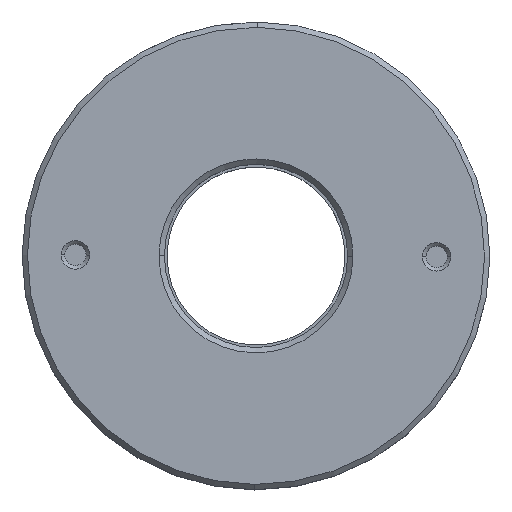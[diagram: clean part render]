
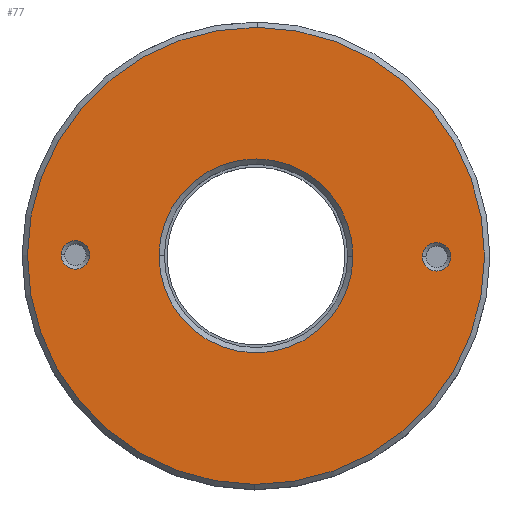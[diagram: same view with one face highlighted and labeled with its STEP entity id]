
A CAD part, top view. The second image highlights one B-rep face of the part: STEP entity #77.
In plain terms, the highlighted planar face has unit normal (0, 0, 1).
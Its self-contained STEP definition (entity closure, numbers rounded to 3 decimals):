
#77 = ADVANCED_FACE ( 'NONE', ( #2857, #3889, #6560, #1944 ), #3945, .T. ) ;
#228 = DIRECTION ( 'NONE',  ( 0., 0., -1. ) ) ;
#254 = EDGE_CURVE ( 'NONE', #11082, #11069, #9017, .T. ) ;
#602 = AXIS2_PLACEMENT_3D ( 'NONE', #3337, #7036, #611 ) ;
#611 = DIRECTION ( 'NONE',  ( 1., -0.005, 0. ) ) ;
#650 = CARTESIAN_POINT ( 'NONE',  ( 5.45, -0.029, 31.461 ) ) ;
#766 = CIRCLE ( 'NONE', #6389, 0.8 ) ;
#778 = CARTESIAN_POINT ( 'NONE',  ( 0., 0., 31.461 ) ) ;
#852 = VERTEX_POINT ( 'NONE', #10641 ) ;
#853 = EDGE_LOOP ( 'NONE', ( #2795, #4157 ) ) ;
#967 = CARTESIAN_POINT ( 'NONE',  ( 0., 0., 31.461 ) ) ;
#1013 = ORIENTED_EDGE ( 'NONE', *, *, #9304, .T. ) ;
#1095 = DIRECTION ( 'NONE',  ( 0., 0., 1. ) ) ;
#1100 = CARTESIAN_POINT ( 'NONE',  ( 0., 0., 31.461 ) ) ;
#1139 = DIRECTION ( 'NONE',  ( 1., -0.005, 0. ) ) ;
#1341 = VERTEX_POINT ( 'NONE', #6717 ) ;
#1805 = EDGE_CURVE ( 'NONE', #6316, #11373, #3685, .T. ) ;
#1909 = CARTESIAN_POINT ( 'NONE',  ( -0.068, -12.845, 31.461 ) ) ;
#1940 = DIRECTION ( 'NONE',  ( 1., -0.005, 0. ) ) ;
#1944 = FACE_OUTER_BOUND ( 'NONE', #10333, .T. ) ;
#1988 = DIRECTION ( 'NONE',  ( 0., 0., 1. ) ) ;
#2121 = AXIS2_PLACEMENT_3D ( 'NONE', #778, #1988, #4489 ) ;
#2359 = DIRECTION ( 'NONE',  ( 0.005, 1., 0. ) ) ;
#2437 = DIRECTION ( 'NONE',  ( 0., 0., -1. ) ) ;
#2472 = CARTESIAN_POINT ( 'NONE',  ( -10.15, 0.054, 31.461 ) ) ;
#2792 = EDGE_LOOP ( 'NONE', ( #3148, #8799 ) ) ;
#2795 = ORIENTED_EDGE ( 'NONE', *, *, #1805, .F. ) ;
#2857 = FACE_BOUND ( 'NONE', #853, .T. ) ;
#2949 = ORIENTED_EDGE ( 'NONE', *, *, #254, .T. ) ;
#3112 = CIRCLE ( 'NONE', #5458, 5.45 ) ;
#3148 = ORIENTED_EDGE ( 'NONE', *, *, #9341, .T. ) ;
#3188 = AXIS2_PLACEMENT_3D ( 'NONE', #1100, #5657, #6623 ) ;
#3211 = CARTESIAN_POINT ( 'NONE',  ( 0., 0., 31.461 ) ) ;
#3337 = CARTESIAN_POINT ( 'NONE',  ( 10.15, -0.054, 31.461 ) ) ;
#3685 = CIRCLE ( 'NONE', #5243, 5.45 ) ;
#3702 = CIRCLE ( 'NONE', #602, 0.8 ) ;
#3889 = FACE_BOUND ( 'NONE', #4700, .T. ) ;
#3899 = CIRCLE ( 'NONE', #5830, 12.845 ) ;
#3945 = PLANE ( 'NONE',  #3188 ) ;
#4151 = CARTESIAN_POINT ( 'NONE',  ( -9.35, 0.05, 31.461 ) ) ;
#4157 = ORIENTED_EDGE ( 'NONE', *, *, #8009, .F. ) ;
#4489 = DIRECTION ( 'NONE',  ( 0.005, 1., 0. ) ) ;
#4691 = EDGE_CURVE ( 'NONE', #1341, #11575, #6381, .T. ) ;
#4700 = EDGE_LOOP ( 'NONE', ( #5316, #2949 ) ) ;
#5070 = EDGE_CURVE ( 'NONE', #852, #7207, #7551, .T. ) ;
#5124 = EDGE_CURVE ( 'NONE', #11069, #11082, #766, .T. ) ;
#5243 = AXIS2_PLACEMENT_3D ( 'NONE', #967, #10146, #6434 ) ;
#5316 = ORIENTED_EDGE ( 'NONE', *, *, #5124, .T. ) ;
#5458 = AXIS2_PLACEMENT_3D ( 'NONE', #8388, #1095, #1940 ) ;
#5520 = DIRECTION ( 'NONE',  ( 1., -0.005, 0. ) ) ;
#5657 = DIRECTION ( 'NONE',  ( 0., 0., 1. ) ) ;
#5830 = AXIS2_PLACEMENT_3D ( 'NONE', #3211, #7777, #2359 ) ;
#5883 = ORIENTED_EDGE ( 'NONE', *, *, #5070, .T. ) ;
#6030 = DIRECTION ( 'NONE',  ( 1., -0.005, 0. ) ) ;
#6186 = AXIS2_PLACEMENT_3D ( 'NONE', #10704, #2437, #6030 ) ;
#6316 = VERTEX_POINT ( 'NONE', #650 ) ;
#6363 = DIRECTION ( 'NONE',  ( 0., 0., -1. ) ) ;
#6381 = CIRCLE ( 'NONE', #6186, 0.8 ) ;
#6389 = AXIS2_PLACEMENT_3D ( 'NONE', #10361, #228, #1139 ) ;
#6434 = DIRECTION ( 'NONE',  ( 1., -0.005, 0. ) ) ;
#6560 = FACE_BOUND ( 'NONE', #2792, .T. ) ;
#6623 = DIRECTION ( 'NONE',  ( 1., -0.005, 0. ) ) ;
#6717 = CARTESIAN_POINT ( 'NONE',  ( 9.35, -0.05, 31.461 ) ) ;
#7036 = DIRECTION ( 'NONE',  ( 0., 0., -1. ) ) ;
#7207 = VERTEX_POINT ( 'NONE', #1909 ) ;
#7551 = CIRCLE ( 'NONE', #2121, 12.845 ) ;
#7777 = DIRECTION ( 'NONE',  ( 0., 0., 1. ) ) ;
#8009 = EDGE_CURVE ( 'NONE', #11373, #6316, #3112, .T. ) ;
#8388 = CARTESIAN_POINT ( 'NONE',  ( 0., 0., 31.461 ) ) ;
#8435 = CARTESIAN_POINT ( 'NONE',  ( -5.45, 0.029, 31.461 ) ) ;
#8799 = ORIENTED_EDGE ( 'NONE', *, *, #4691, .T. ) ;
#9017 = CIRCLE ( 'NONE', #9206, 0.8 ) ;
#9206 = AXIS2_PLACEMENT_3D ( 'NONE', #2472, #6363, #5520 ) ;
#9304 = EDGE_CURVE ( 'NONE', #7207, #852, #3899, .T. ) ;
#9341 = EDGE_CURVE ( 'NONE', #11575, #1341, #3702, .T. ) ;
#10146 = DIRECTION ( 'NONE',  ( 0., 0., 1. ) ) ;
#10333 = EDGE_LOOP ( 'NONE', ( #5883, #1013 ) ) ;
#10361 = CARTESIAN_POINT ( 'NONE',  ( -10.15, 0.054, 31.461 ) ) ;
#10641 = CARTESIAN_POINT ( 'NONE',  ( 0.068, 12.845, 31.461 ) ) ;
#10704 = CARTESIAN_POINT ( 'NONE',  ( 10.15, -0.054, 31.461 ) ) ;
#11048 = CARTESIAN_POINT ( 'NONE',  ( -10.95, 0.058, 31.461 ) ) ;
#11069 = VERTEX_POINT ( 'NONE', #4151 ) ;
#11082 = VERTEX_POINT ( 'NONE', #11048 ) ;
#11373 = VERTEX_POINT ( 'NONE', #8435 ) ;
#11495 = CARTESIAN_POINT ( 'NONE',  ( 10.95, -0.058, 31.461 ) ) ;
#11575 = VERTEX_POINT ( 'NONE', #11495 ) ;
